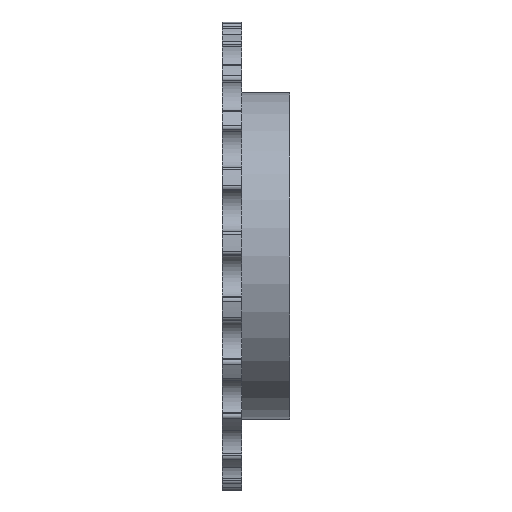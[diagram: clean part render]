
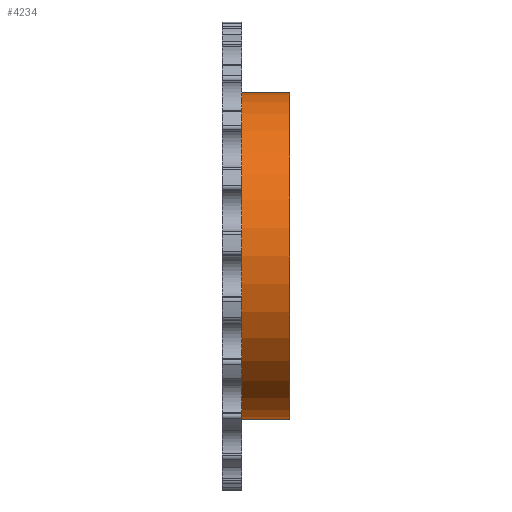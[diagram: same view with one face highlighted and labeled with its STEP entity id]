
A CAD part, front view. The second image highlights one B-rep face of the part: STEP entity #4234.
In plain terms, the highlighted cylindrical face has radius 22.5 mm (diameter 45 mm), a partial arc.
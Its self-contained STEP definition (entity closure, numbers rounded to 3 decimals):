
#94 = AXIS2_PLACEMENT_3D ( 'NONE', #337, #2694, #5023 ) ;
#261 = CARTESIAN_POINT ( 'NONE',  ( 26.948, 0., -22.5 ) ) ;
#337 = CARTESIAN_POINT ( 'NONE',  ( 26.948, 0., 0. ) ) ;
#666 = EDGE_CURVE ( 'NONE', #5125, #1266, #3789, .T. ) ;
#849 = ORIENTED_EDGE ( 'NONE', *, *, #4091, .T. ) ;
#926 = ORIENTED_EDGE ( 'NONE', *, *, #1899, .F. ) ;
#1145 = AXIS2_PLACEMENT_3D ( 'NONE', #1639, #5199, #4584 ) ;
#1266 = VERTEX_POINT ( 'NONE', #3594 ) ;
#1639 = CARTESIAN_POINT ( 'NONE',  ( 20.298, 0., 0. ) ) ;
#1899 = EDGE_CURVE ( 'NONE', #4428, #6453, #3595, .T. ) ;
#2335 = DIRECTION ( 'NONE',  ( -1., 0., 0. ) ) ;
#2586 = ORIENTED_EDGE ( 'NONE', *, *, #6875, .F. ) ;
#2694 = DIRECTION ( 'NONE',  ( -1., 0., 0. ) ) ;
#2888 = CARTESIAN_POINT ( 'NONE',  ( 90.588, 0., 0. ) ) ;
#2918 = DIRECTION ( 'NONE',  ( 0., 0., 1. ) ) ;
#3012 = LINE ( 'NONE', #5972, #3364 ) ;
#3364 = VECTOR ( 'NONE', #6093, 1000. ) ;
#3594 = CARTESIAN_POINT ( 'NONE',  ( 26.948, 0., 22.5 ) ) ;
#3595 = CIRCLE ( 'NONE', #1145, 22.5 ) ;
#3789 = CIRCLE ( 'NONE', #94, 22.5 ) ;
#4091 = EDGE_CURVE ( 'NONE', #1266, #6453, #5102, .T. ) ;
#4234 = ADVANCED_FACE ( 'NONE', ( #5843 ), #5368, .T. ) ;
#4428 = VERTEX_POINT ( 'NONE', #4617 ) ;
#4584 = DIRECTION ( 'NONE',  ( 0., 0., 1. ) ) ;
#4617 = CARTESIAN_POINT ( 'NONE',  ( 20.298, 0., -22.5 ) ) ;
#4976 = VECTOR ( 'NONE', #7448, 1000. ) ;
#5023 = DIRECTION ( 'NONE',  ( 0., 0., -1. ) ) ;
#5102 = LINE ( 'NONE', #6341, #4976 ) ;
#5125 = VERTEX_POINT ( 'NONE', #261 ) ;
#5199 = DIRECTION ( 'NONE',  ( -1., 0., 0. ) ) ;
#5332 = ORIENTED_EDGE ( 'NONE', *, *, #666, .T. ) ;
#5368 = CYLINDRICAL_SURFACE ( 'NONE', #7438, 22.5 ) ;
#5843 = FACE_OUTER_BOUND ( 'NONE', #7445, .T. ) ;
#5972 = CARTESIAN_POINT ( 'NONE',  ( 90.588, 0., -22.5 ) ) ;
#6093 = DIRECTION ( 'NONE',  ( -1., 0., 0. ) ) ;
#6341 = CARTESIAN_POINT ( 'NONE',  ( 90.588, 0., 22.5 ) ) ;
#6453 = VERTEX_POINT ( 'NONE', #6676 ) ;
#6676 = CARTESIAN_POINT ( 'NONE',  ( 20.298, 0., 22.5 ) ) ;
#6875 = EDGE_CURVE ( 'NONE', #5125, #4428, #3012, .T. ) ;
#7438 = AXIS2_PLACEMENT_3D ( 'NONE', #2888, #2335, #2918 ) ;
#7445 = EDGE_LOOP ( 'NONE', ( #2586, #5332, #849, #926 ) ) ;
#7448 = DIRECTION ( 'NONE',  ( -1., 0., 0. ) ) ;
